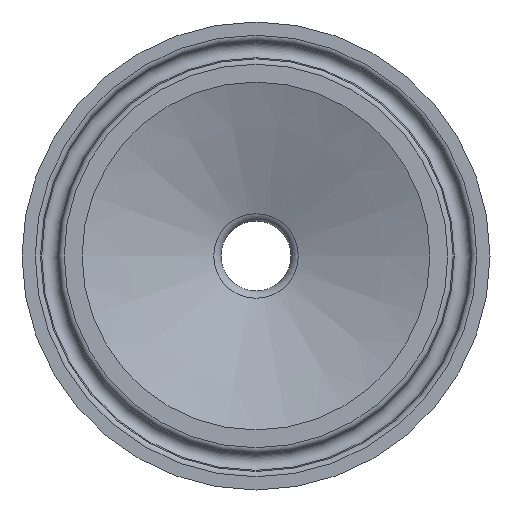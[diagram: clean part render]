
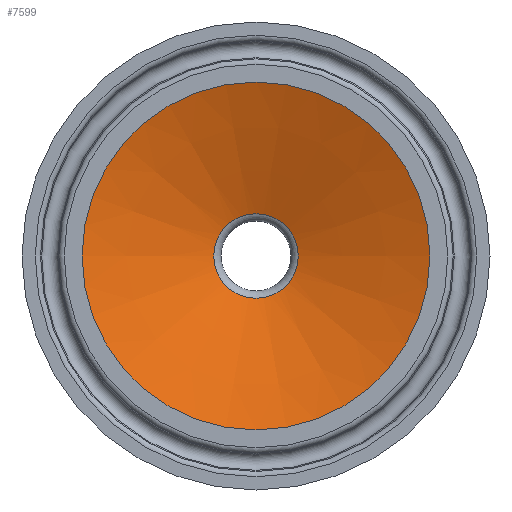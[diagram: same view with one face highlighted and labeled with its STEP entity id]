
A CAD part, left-side view. The second image highlights one B-rep face of the part: STEP entity #7599.
In plain terms, the highlighted conical face has half-angle 70 degrees and reference radius 14.256 mm.
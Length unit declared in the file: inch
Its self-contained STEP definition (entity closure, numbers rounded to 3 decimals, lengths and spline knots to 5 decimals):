
#15=CONICAL_SURFACE('',#8106,0.56125,1.222);
#874=FACE_OUTER_BOUND('',#1329,.T.);
#1329=EDGE_LOOP('',(#7015,#7016,#7017,#7018,#7019,#7020,#7021));
#1549=CIRCLE('',#8102,0.22698);
#1550=CIRCLE('',#8103,0.22698);
#1552=CIRCLE('',#8105,0.22698);
#1553=CIRCLE('',#8107,0.935);
#1554=CIRCLE('',#8108,0.935);
#2097=LINE('',#16682,#2607);
#2607=VECTOR('',#9608,0.56125);
#3682=VERTEX_POINT('',#16673);
#3683=VERTEX_POINT('',#16674);
#3684=VERTEX_POINT('',#16676);
#3685=VERTEX_POINT('',#16681);
#3686=VERTEX_POINT('',#16683);
#4805=EDGE_CURVE('',#3682,#3683,#1549,.T.);
#4806=EDGE_CURVE('',#3683,#3684,#1550,.T.);
#4808=EDGE_CURVE('',#3684,#3682,#1552,.T.);
#4809=EDGE_CURVE('',#3683,#3685,#2097,.T.);
#4810=EDGE_CURVE('',#3686,#3685,#1553,.T.);
#4811=EDGE_CURVE('',#3685,#3686,#1554,.T.);
#7015=ORIENTED_EDGE('',*,*,#4805,.F.);
#7016=ORIENTED_EDGE('',*,*,#4808,.F.);
#7017=ORIENTED_EDGE('',*,*,#4806,.F.);
#7018=ORIENTED_EDGE('',*,*,#4809,.T.);
#7019=ORIENTED_EDGE('',*,*,#4810,.F.);
#7020=ORIENTED_EDGE('',*,*,#4811,.F.);
#7021=ORIENTED_EDGE('',*,*,#4809,.F.);
#7599=ADVANCED_FACE('',(#874),#15,.F.);
#8102=AXIS2_PLACEMENT_3D('',#16675,#9598,#9599);
#8103=AXIS2_PLACEMENT_3D('',#16677,#9600,#9601);
#8105=AXIS2_PLACEMENT_3D('',#16679,#9604,#9605);
#8106=AXIS2_PLACEMENT_3D('',#16680,#9606,#9607);
#8107=AXIS2_PLACEMENT_3D('',#16684,#9609,#9610);
#8108=AXIS2_PLACEMENT_3D('',#16685,#9611,#9612);
#9598=DIRECTION('center_axis',(-1.,0.,0.));
#9599=DIRECTION('ref_axis',(0.,-1.,0.));
#9600=DIRECTION('center_axis',(-1.,0.,0.));
#9601=DIRECTION('ref_axis',(0.,-1.,0.));
#9604=DIRECTION('center_axis',(-1.,0.,0.));
#9605=DIRECTION('ref_axis',(0.,-1.,0.));
#9606=DIRECTION('center_axis',(-1.,0.,0.));
#9607=DIRECTION('ref_axis',(0.,1.,0.));
#9608=DIRECTION('',(-0.342,-0.94,0.));
#9609=DIRECTION('center_axis',(1.,0.,0.));
#9610=DIRECTION('ref_axis',(0.,1.,0.));
#9611=DIRECTION('center_axis',(1.,0.,0.));
#9612=DIRECTION('ref_axis',(0.,1.,0.));
#16673=CARTESIAN_POINT('',(0.2577,0.22698,0.));
#16674=CARTESIAN_POINT('',(0.2577,-0.22698,0.));
#16675=CARTESIAN_POINT('Origin',(0.2577,0.,
0.));
#16676=CARTESIAN_POINT('',(0.2577,0.,0.22698));
#16677=CARTESIAN_POINT('Origin',(0.2577,0.,
0.));
#16679=CARTESIAN_POINT('Origin',(0.2577,0.,
0.));
#16680=CARTESIAN_POINT('Origin',(0.13603,0.,
0.));
#16681=CARTESIAN_POINT('',(0.,-0.935,0.));
#16682=CARTESIAN_POINT('',(0.13603,-0.56125,0.));
#16683=CARTESIAN_POINT('',(0.,0.935,0.));
#16684=CARTESIAN_POINT('Origin',(0.,0.,
0.));
#16685=CARTESIAN_POINT('Origin',(0.,0.,
0.));
